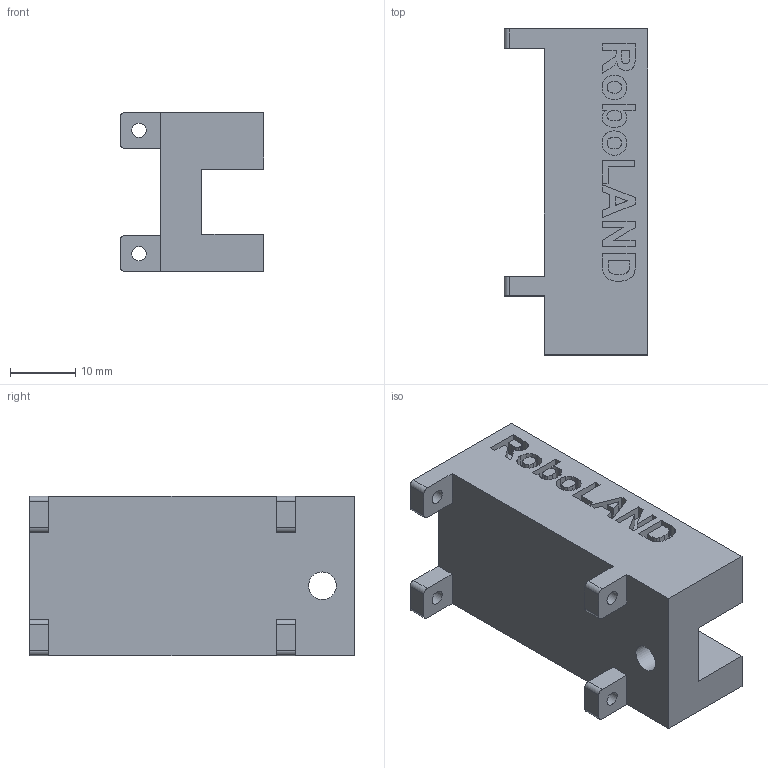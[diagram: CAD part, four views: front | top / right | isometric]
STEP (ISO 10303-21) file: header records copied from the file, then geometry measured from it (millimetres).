
FILE_DESCRIPTION(/* description */ (''),/* implementation_level */ '2;1');
FILE_NAME(/* name */ 'Extension Plate Type 3.step',/* time_stamp */ '2025-06-12T13:43:24-07:00',/* author */ (''),/* organization */ (''),/* preprocessor_version */ 'ST-DEVELOPER v20.1',/* originating_system */ 'Autodesk Translation Framework v14.10.0.0',/* authorisation */ '');
FILE_SCHEMA (('AUTOMOTIVE_DESIGN { 1 0 10303 214 3 1 1 }'));
Length unit declared in the file: millimetre
Products named in the file (1): Extension Plate Type 3
Bounding box: 22 x 49.95 x 24.4 mm (x, y, z)
Volume: 12454.2 mm3; surface area: 6690.3 mm2
Topology: 1 solids, 1 shells, 189 faces, 519 edges, 346 vertices
Faces by surface type: plane 93, bspline 83, cylinder 13
Full cylindrical faces by diameter (mm): 2.2 x4, 4.25 x1
Entity records: 6782 total; most frequent: CARTESIAN_POINT 2466, ORIENTED_EDGE 1038, DIRECTION 593, EDGE_CURVE 519, VERTEX_POINT 346, LINE 327, VECTOR 327, EDGE_LOOP 213
